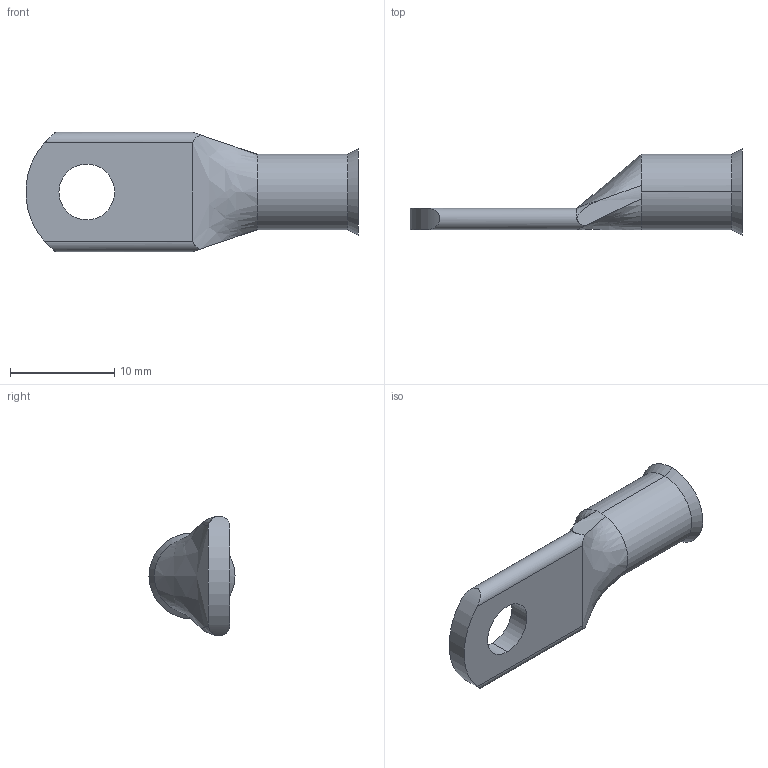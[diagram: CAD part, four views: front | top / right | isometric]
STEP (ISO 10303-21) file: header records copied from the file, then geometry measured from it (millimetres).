
FILE_DESCRIPTION (( 'STEP AP214' ), '1' );
FILE_NAME ('MD0810P(1).STEP', '2022-06-27T10:40:47', ( '' ), ( '' ), 'SwSTEP 2.0', 'SolidWorks 2021', '' );
FILE_SCHEMA (( 'AUTOMOTIVE_DESIGN' ));
Length unit declared in the file: millimetre
Products named in the file (1): MD0810P(1)
Bounding box: 31.79 x 8.24 x 11.43 mm (x, y, z)
Volume: 685.1 mm3; surface area: 1021.4 mm2
Topology: 1 solids, 1 shells, 29 faces, 77 edges, 51 vertices
Faces by surface type: cylinder 10, bspline 10, plane 5, cone 4
Entity records: 4426 total; most frequent: CARTESIAN_POINT 3739, ORIENTED_EDGE 154, DIRECTION 105, EDGE_CURVE 77, VERTEX_POINT 51, AXIS2_PLACEMENT_3D 40, EDGE_LOOP 32, B_SPLINE_CURVE_WITH_KNOTS 32
